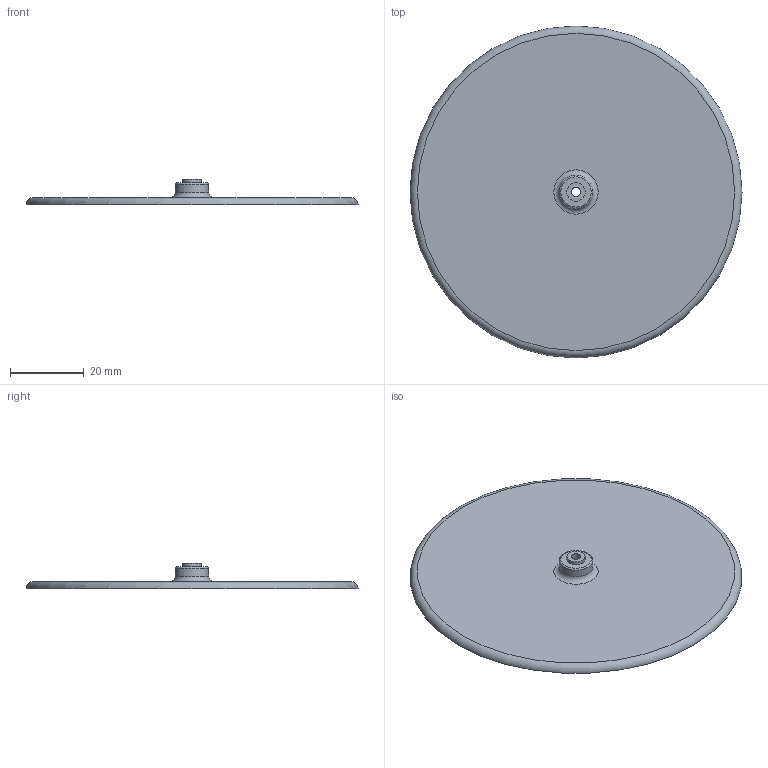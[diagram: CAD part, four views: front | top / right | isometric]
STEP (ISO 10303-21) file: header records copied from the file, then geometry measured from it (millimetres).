
FILE_DESCRIPTION(/* description */ (''),/* implementation_level */ '2;1');
FILE_NAME(/* name */ 'impellerHub.step',/* time_stamp */ '2021-10-22T12:35:15+02:00',/* author */ (''),/* organization */ (''),/* preprocessor_version */ 'ST-DEVELOPER v18.1',/* originating_system */ 'Autodesk Translation Framework v10.10.0.1391',/* authorisation */ '');
FILE_SCHEMA (('AUTOMOTIVE_DESIGN { 1 0 10303 214 3 1 1 }'));
Length unit declared in the file: millimetre
Products named in the file (1): impellerHub
Bounding box: 90 x 90 x 7 mm (x, y, z)
Volume: 12694.8 mm3; surface area: 13220 mm2
Topology: 1 solids, 1 shells, 17 faces, 35 edges, 23 vertices
Faces by surface type: plane 11, torus 3, cylinder 3
Full cylindrical faces by diameter (mm): 2.5 x1, 5 x1, 9 x1
Entity records: 492 total; most frequent: DIRECTION 85, CARTESIAN_POINT 76, ORIENTED_EDGE 70, EDGE_CURVE 35, AXIS2_PLACEMENT_3D 32, VERTEX_POINT 23, EDGE_LOOP 22, LINE 21
